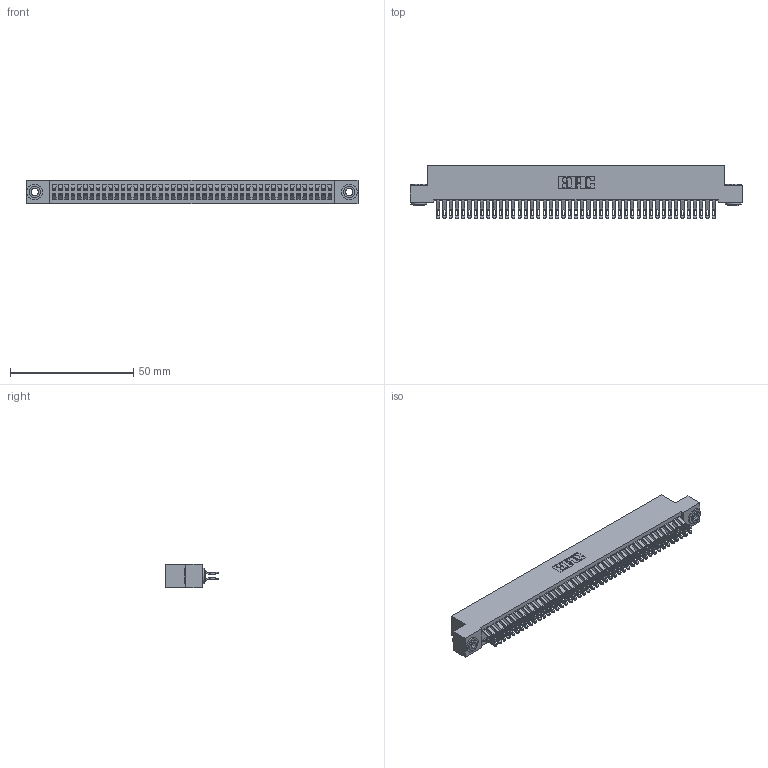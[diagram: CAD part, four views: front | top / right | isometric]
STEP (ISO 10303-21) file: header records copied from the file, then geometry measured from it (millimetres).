
FILE_DESCRIPTION (( 'STEP AP203' ), '1' );
FILE_NAME ('342-090-555-203.STEP', '2019-10-04T14:24:18', ( '' ), ( '' ), 'SwSTEP 2.0', 'SolidWorks 2016', '' );
FILE_SCHEMA (( 'CONFIG_CONTROL_DESIGN' ));
Length unit declared in the file: inch
Products named in the file (4): 342 Part_.156 TH; 345-292-001_555 Tail; 342-250-002_345-250-002-102; 342-090-555-203
Assembly tree (93 placements, depth 2):
  342-090-555-203
    342 Part_.156 TH
    345-292-001_555 Tail  x90
    342-250-002_345-250-002-102  x2
Bounding box: 134.62 x 21.47 x 9.4 mm (x, y, z)
Volume: 12382.7 mm3; surface area: 21314.8 mm2
Topology: 93 solids, 93 shells, 5368 faces, 16845 edges, 11226 vertices
Faces by surface type: plane 3136, cylinder 2224, cone 8
Entity records: 29406 total; most frequent: CARTESIAN_POINT 4879, ORIENTED_EDGE 4778, DIRECTION 4167, EDGE_CURVE 2389, LINE 2217, VECTOR 2217, VERTEX_POINT 1590, AXIS2_PLACEMENT_3D 975
